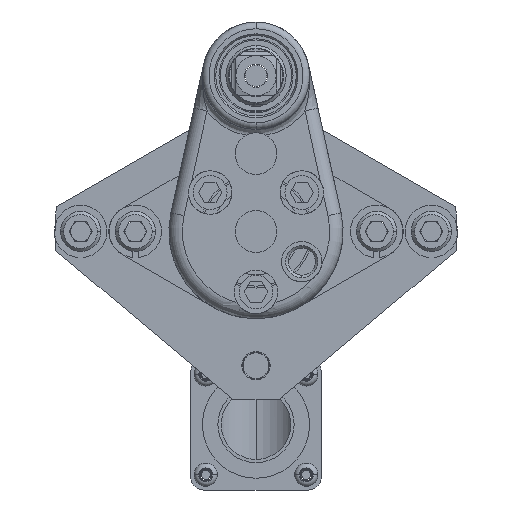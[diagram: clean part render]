
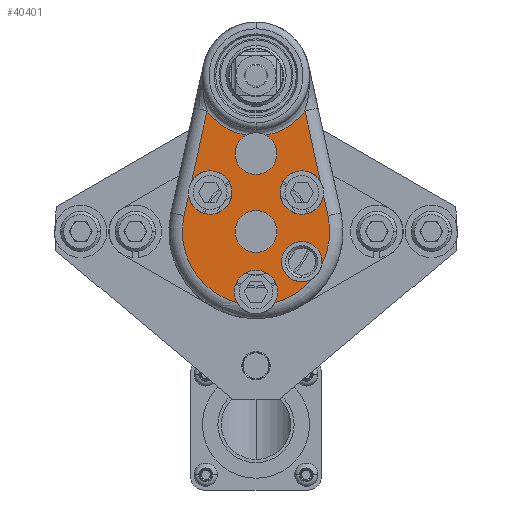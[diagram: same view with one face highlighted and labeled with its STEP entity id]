
A CAD part, left-side view. The second image highlights one B-rep face of the part: STEP entity #40401.
In plain terms, the highlighted planar face has unit normal (-1, 0, 0).
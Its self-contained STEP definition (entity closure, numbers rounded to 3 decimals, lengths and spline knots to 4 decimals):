
#39595=CARTESIAN_POINT('',(-11.185,0.005,0.));
#39596=DIRECTION('',(1.,0.,0.));
#39597=DIRECTION('',(0.,-1.,0.));
#39598=AXIS2_PLACEMENT_3D('',#39595,#39596,#39597);
#39600=CARTESIAN_POINT('',(-11.185,0.005,0.));
#39601=DIRECTION('',(1.,0.,0.));
#39602=DIRECTION('',(0.,1.,0.));
#39603=AXIS2_PLACEMENT_3D('',#39600,#39601,#39602);
#39605=CARTESIAN_POINT('',(-11.185,-0.422,-0.281));
#39606=DIRECTION('',(-1.,0.,0.));
#39607=DIRECTION('',(0.,1.,0.));
#39608=AXIS2_PLACEMENT_3D('',#39605,#39606,#39607);
#39610=CARTESIAN_POINT('',(-11.185,0.005,-0.564));
#39611=DIRECTION('',(-1.,0.,0.));
#39612=DIRECTION('',(0.,-0.871,-0.492));
#39613=AXIS2_PLACEMENT_3D('',#39610,#39611,#39612);
#39615=CARTESIAN_POINT('',(-11.185,0.005,-0.564));
#39616=DIRECTION('',(-1.,0.,0.));
#39617=DIRECTION('',(0.,-1.,0.));
#39618=AXIS2_PLACEMENT_3D('',#39615,#39616,#39617);
#39620=CARTESIAN_POINT('',(-11.185,0.005,-0.564));
#39621=DIRECTION('',(-1.,0.,0.));
#39622=DIRECTION('',(0.,1.,0.));
#39623=AXIS2_PLACEMENT_3D('',#39620,#39621,#39622);
#39625=CARTESIAN_POINT('',(-11.185,0.432,0.363));
#39626=DIRECTION('',(-1.,0.,0.));
#39627=DIRECTION('',(0.,0.993,-0.114));
#39628=AXIS2_PLACEMENT_3D('',#39625,#39626,#39627);
#39630=CARTESIAN_POINT('',(-11.185,0.432,0.363));
#39631=DIRECTION('',(-1.,0.,0.));
#39632=DIRECTION('',(0.,-1.,0.));
#39633=AXIS2_PLACEMENT_3D('',#39630,#39631,#39632);
#39635=CARTESIAN_POINT('',(-11.185,0.005,0.726));
#39636=DIRECTION('',(1.,0.,0.));
#39637=DIRECTION('',(0.,1.,0.));
#39638=AXIS2_PLACEMENT_3D('',#39635,#39636,#39637);
#39640=CARTESIAN_POINT('',(-11.185,0.005,0.726));
#39641=DIRECTION('',(1.,0.,0.));
#39642=DIRECTION('',(0.,-1.,0.));
#39643=AXIS2_PLACEMENT_3D('',#39640,#39641,#39642);
#39645=CARTESIAN_POINT('',(-11.185,0.005,0.726));
#39646=DIRECTION('',(1.,0.,0.));
#39647=DIRECTION('',(0.,-0.474,0.88));
#39648=AXIS2_PLACEMENT_3D('',#39645,#39646,#39647);
#39650=CARTESIAN_POINT('',(-11.185,-0.422,0.363));
#39651=DIRECTION('',(-1.,0.,0.));
#39652=DIRECTION('',(0.,-0.854,0.521));
#39653=AXIS2_PLACEMENT_3D('',#39650,#39651,#39652);
#39655=CARTESIAN_POINT('',(-11.185,-0.422,0.363));
#39656=DIRECTION('',(-1.,0.,0.));
#39657=DIRECTION('',(0.,1.,0.));
#39658=AXIS2_PLACEMENT_3D('',#39655,#39656,#39657);
#39660=CARTESIAN_POINT('',(-11.185,-0.422,-0.281));
#39661=DIRECTION('',(-1.,0.,0.));
#39662=DIRECTION('',(0.,-0.986,-0.168));
#39663=AXIS2_PLACEMENT_3D('',#39660,#39661,#39662);
#39665=CARTESIAN_POINT('',(-11.185,-0.422,-0.281));
#39666=DIRECTION('',(-1.,0.,0.));
#39667=DIRECTION('',(0.,-1.,0.));
#39668=AXIS2_PLACEMENT_3D('',#39665,#39666,#39667);
#39768=CARTESIAN_POINT('',(-11.185,0.005,1.452));
#39769=DIRECTION('',(1.,0.,0.));
#39770=DIRECTION('',(0.,0.165,-0.986));
#39771=AXIS2_PLACEMENT_3D('',#39768,#39769,#39770);
#39783=CARTESIAN_POINT('',(-11.185,0.005,1.452));
#39784=DIRECTION('',(1.,0.,0.));
#39785=DIRECTION('',(0.,-0.812,-0.584));
#39786=AXIS2_PLACEMENT_3D('',#39783,#39784,#39785);
#39999=CARTESIAN_POINT('',(-11.185,-0.4512,
1.1238));
#40027=DIRECTION('',(0.,0.215,0.977));
#40028=VECTOR('',#40027,0.6707);
#40029=CARTESIAN_POINT('',(-11.185,-0.5953,0.4687));
#40030=LINE('',#40029,#40028);
#40040=DIRECTION('',(0.,0.215,0.977));
#40041=VECTOR('',#40040,0.1968);
#40042=CARTESIAN_POINT('',(-11.185,-0.666,0.1476));
#40043=LINE('',#40042,#40041);
#40055=CARTESIAN_POINT('',(-11.185,0.005,0.));
#40056=DIRECTION('',(-1.,0.,0.));
#40057=DIRECTION('',(0.,-0.891,-0.455));
#40058=AXIS2_PLACEMENT_3D('',#40055,#40056,#40057);
#40070=CARTESIAN_POINT('',(-11.185,0.005,0.));
#40071=DIRECTION('',(-1.,0.,0.));
#40072=DIRECTION('',(0.,0.977,0.215));
#40073=AXIS2_PLACEMENT_3D('',#40070,#40071,#40072);
#40093=CARTESIAN_POINT('',(-11.185,0.005,0.));
#40094=DIRECTION('',(-1.,0.,0.));
#40095=DIRECTION('',(0.,-0.257,-0.966));
#40096=AXIS2_PLACEMENT_3D('',#40093,#40094,#40095);
#40104=DIRECTION('',(0.,0.215,-0.977));
#40105=VECTOR('',#40104,0.1968);
#40106=CARTESIAN_POINT('',(-11.185,0.6337,0.3398));
#40107=LINE('',#40106,#40105);
#40117=DIRECTION('',(0.,0.215,-0.977));
#40118=VECTOR('',#40117,0.6707);
#40119=CARTESIAN_POINT('',(-11.185,0.4612,
1.1238));
#40120=LINE('',#40119,#40118);
#40138=CARTESIAN_POINT('',(-11.185,0.4612,
1.1238));
#40235=CARTESIAN_POINT('',(-11.185,-0.19,0.));
#40236=CARTESIAN_POINT('',(-11.185,0.2,0.));
#40237=VERTEX_POINT('',#40235);
#40238=VERTEX_POINT('',#40236);
#40239=CARTESIAN_POINT('',(-11.185,-0.19,0.726));
#40240=CARTESIAN_POINT('',(-11.185,0.2,0.726));
#40241=VERTEX_POINT('',#40239);
#40242=VERTEX_POINT('',#40240);
#40243=CARTESIAN_POINT('',(-11.185,0.0975,0.8977));
#40244=VERTEX_POINT('',#40243);
#40245=CARTESIAN_POINT('',(-11.185,-0.0875,0.8977));
#40246=VERTEX_POINT('',#40245);
#40267=CARTESIAN_POINT('',(-11.185,0.208,-0.564));
#40268=CARTESIAN_POINT('',(-11.185,0.1817,-0.6639));
#40269=VERTEX_POINT('',#40267);
#40270=VERTEX_POINT('',#40268);
#40271=CARTESIAN_POINT('',(-11.185,-0.1717,-0.6639));
#40272=CARTESIAN_POINT('',(-11.185,-0.198,-0.564));
#40273=VERTEX_POINT('',#40271);
#40274=VERTEX_POINT('',#40272);
#40275=CARTESIAN_POINT('',(-11.185,0.6337,0.3398));
#40276=CARTESIAN_POINT('',(-11.185,0.229,0.363));
#40277=VERTEX_POINT('',#40275);
#40278=VERTEX_POINT('',#40276);
#40279=CARTESIAN_POINT('',(-11.185,0.6053,0.4687));
#40280=VERTEX_POINT('',#40279);
#40281=CARTESIAN_POINT('',(-11.185,-0.219,0.363));
#40282=CARTESIAN_POINT('',(-11.185,-0.6237,0.3398));
#40283=VERTEX_POINT('',#40281);
#40284=VERTEX_POINT('',#40282);
#40285=CARTESIAN_POINT('',(-11.185,-0.5953,0.4687));
#40286=VERTEX_POINT('',#40285);
#40295=CARTESIAN_POINT('',(-11.185,-0.2345,-0.281));
#40296=CARTESIAN_POINT('',(-11.185,-0.524,-0.4383));
#40297=VERTEX_POINT('',#40295);
#40298=VERTEX_POINT('',#40296);
#40299=CARTESIAN_POINT('',(-11.185,-0.6068,-0.3124));
#40300=CARTESIAN_POINT('',(-11.185,-0.6095,-0.281));
#40301=VERTEX_POINT('',#40299);
#40302=VERTEX_POINT('',#40300);
#40305=VERTEX_POINT('',#39999);
#40313=VERTEX_POINT('',#40138);
#40314=CARTESIAN_POINT('',(-11.185,-0.666,0.1476));
#40315=VERTEX_POINT('',#40314);
#40316=CARTESIAN_POINT('',(-11.185,0.676,0.1476));
#40317=VERTEX_POINT('',#40316);
#40344=CARTESIAN_POINT('',(-11.185,0.005,0.726));
#40345=DIRECTION('',(1.,0.,0.));
#40346=DIRECTION('',(0.,-1.,0.));
#40347=AXIS2_PLACEMENT_3D('',#40344,#40345,#40346);
#40348=PLANE('',#40347);
#40350=ORIENTED_EDGE('',*,*,#40349,.T.);
#40352=ORIENTED_EDGE('',*,*,#40351,.F.);
#40354=ORIENTED_EDGE('',*,*,#40353,.T.);
#40356=ORIENTED_EDGE('',*,*,#40355,.T.);
#40358=ORIENTED_EDGE('',*,*,#40357,.T.);
#40360=ORIENTED_EDGE('',*,*,#40359,.F.);
#40362=ORIENTED_EDGE('',*,*,#40361,.F.);
#40364=ORIENTED_EDGE('',*,*,#40363,.T.);
#40366=ORIENTED_EDGE('',*,*,#40365,.T.);
#40368=ORIENTED_EDGE('',*,*,#40367,.F.);
#40370=ORIENTED_EDGE('',*,*,#40369,.F.);
#40372=ORIENTED_EDGE('',*,*,#40371,.F.);
#40374=ORIENTED_EDGE('',*,*,#40373,.F.);
#40376=ORIENTED_EDGE('',*,*,#40375,.F.);
#40378=ORIENTED_EDGE('',*,*,#40377,.F.);
#40380=ORIENTED_EDGE('',*,*,#40379,.F.);
#40382=ORIENTED_EDGE('',*,*,#40381,.T.);
#40384=ORIENTED_EDGE('',*,*,#40383,.T.);
#40386=ORIENTED_EDGE('',*,*,#40385,.F.);
#40388=ORIENTED_EDGE('',*,*,#40387,.F.);
#40390=ORIENTED_EDGE('',*,*,#40389,.T.);
#40392=ORIENTED_EDGE('',*,*,#40391,.T.);
#40393=EDGE_LOOP('',(#40350,#40352,#40354,#40356,#40358,#40360,#40362,#40364,
#40366,#40368,#40370,#40372,#40374,#40376,#40378,#40380,#40382,#40384,#40386,
#40388,#40390,#40392));
#40394=FACE_OUTER_BOUND('',#40393,.F.);
#40396=ORIENTED_EDGE('',*,*,#40395,.F.);
#40398=ORIENTED_EDGE('',*,*,#40397,.F.);
#40399=EDGE_LOOP('',(#40396,#40398));
#40400=FACE_BOUND('',#40399,.F.);
#40401=ADVANCED_FACE('',(#40394,#40400),#40348,.F.);
#39599=CIRCLE('',#39598,0.195);
#39604=CIRCLE('',#39603,0.195);
#39609=CIRCLE('',#39608,0.1875);
#39614=CIRCLE('',#39613,0.203);
#39619=CIRCLE('',#39618,0.203);
#39624=CIRCLE('',#39623,0.203);
#39629=CIRCLE('',#39628,0.203);
#39634=CIRCLE('',#39633,0.203);
#39639=CIRCLE('',#39638,0.195);
#39644=CIRCLE('',#39643,0.195);
#39649=CIRCLE('',#39648,0.195);
#39654=CIRCLE('',#39653,0.203);
#39659=CIRCLE('',#39658,0.203);
#39664=CIRCLE('',#39663,0.1875);
#39669=CIRCLE('',#39668,0.1875);
#39772=CIRCLE('',#39771,0.562);
#39787=CIRCLE('',#39786,0.562);
#40059=CIRCLE('',#40058,0.687);
#40074=CIRCLE('',#40073,0.687);
#40097=CIRCLE('',#40096,0.687);
#40349=EDGE_CURVE('',#40297,#40298,#39609,.T.);
#40351=EDGE_CURVE('',#40273,#40298,#40097,.T.);
#40353=EDGE_CURVE('',#40273,#40274,#39614,.T.);
#40355=EDGE_CURVE('',#40274,#40269,#39619,.T.);
#40357=EDGE_CURVE('',#40269,#40270,#39624,.T.);
#40359=EDGE_CURVE('',#40317,#40270,#40074,.T.);
#40361=EDGE_CURVE('',#40277,#40317,#40107,.T.);
#40363=EDGE_CURVE('',#40277,#40278,#39629,.T.);
#40365=EDGE_CURVE('',#40278,#40280,#39634,.T.);
#40367=EDGE_CURVE('',#40313,#40280,#40120,.T.);
#40369=EDGE_CURVE('',#40244,#40313,#39772,.T.);
#40371=EDGE_CURVE('',#40242,#40244,#39639,.T.);
#40373=EDGE_CURVE('',#40241,#40242,#39644,.T.);
#40375=EDGE_CURVE('',#40246,#40241,#39649,.T.);
#40377=EDGE_CURVE('',#40305,#40246,#39787,.T.);
#40379=EDGE_CURVE('',#40286,#40305,#40030,.T.);
#40381=EDGE_CURVE('',#40286,#40283,#39654,.T.);
#40383=EDGE_CURVE('',#40283,#40284,#39659,.T.);
#40385=EDGE_CURVE('',#40315,#40284,#40043,.T.);
#40387=EDGE_CURVE('',#40301,#40315,#40059,.T.);
#40389=EDGE_CURVE('',#40301,#40302,#39664,.T.);
#40391=EDGE_CURVE('',#40302,#40297,#39669,.T.);
#40395=EDGE_CURVE('',#40237,#40238,#39599,.T.);
#40397=EDGE_CURVE('',#40238,#40237,#39604,.T.);
